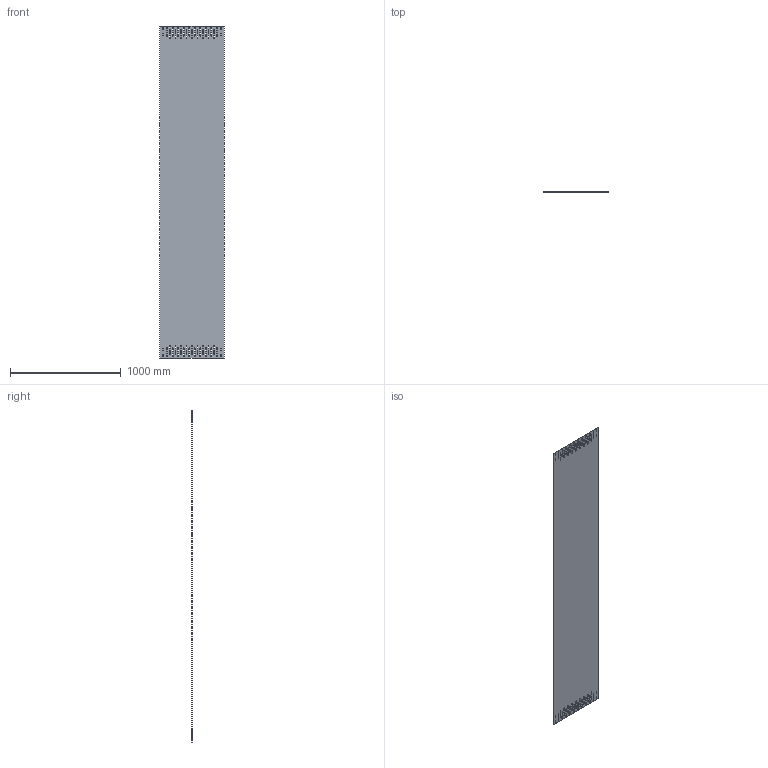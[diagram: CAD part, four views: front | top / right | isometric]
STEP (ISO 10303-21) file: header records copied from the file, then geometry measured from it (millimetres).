
FILE_DESCRIPTION((''),'2;1');
FILE_NAME('6103332','2012-10-09T',('AndreasKeweloh'),(''),'PRO/ENGINEER BY PARAMETRIC TECHNOLOGY CORPORATION, 2012230','PRO/ENGINEER BY PARAMETRIC TECHNOLOGY CORPORATION, 2012230','');
FILE_SCHEMA(('CONFIG_CONTROL_DESIGN'));
Length unit declared in the file: millimetre
Products named in the file (1): 6103332
Bounding box: 585 x 1 x 3000 mm (x, y, z)
Volume: 1737739.3 mm3; surface area: 3488503.9 mm2
Topology: 1 solids, 1 shells, 342 faces, 1020 edges, 680 vertices
Faces by surface type: plane 174, cylinder 168
Entity records: 11954 total; most frequent: CARTESIAN_POINT 2042, DIRECTION 2040, ORIENTED_EDGE 2040, EDGE_CURVE 1020, VECTOR 684, LINE 684, VERTEX_POINT 680, AXIS2_PLACEMENT_3D 678
